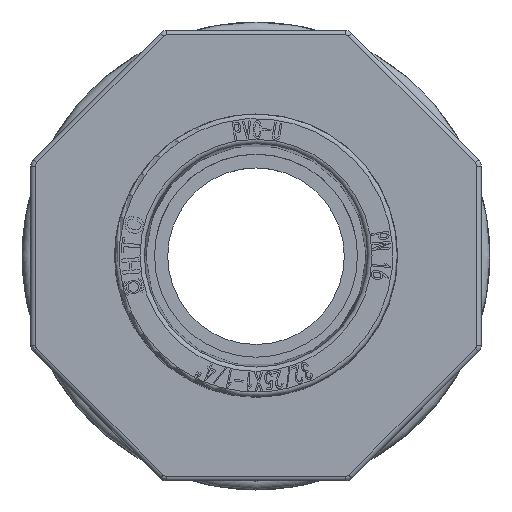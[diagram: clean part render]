
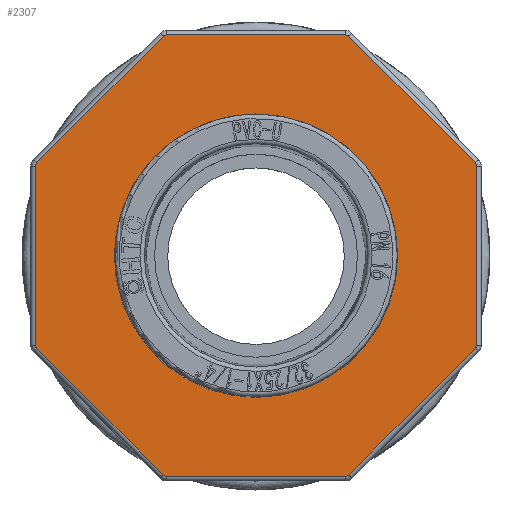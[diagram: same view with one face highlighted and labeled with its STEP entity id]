
A CAD part, top view. The second image highlights one B-rep face of the part: STEP entity #2307.
In plain terms, the highlighted planar face has unit normal (0, 0, 1).
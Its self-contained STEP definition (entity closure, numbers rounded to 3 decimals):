
#2307=ADVANCED_FACE('',(#5978,#5979),#4154,.T.);
#4154=PLANE('',#36646);
#5666=CIRCLE('',#36634,16.05);
#5668=CIRCLE('',#36638,0.5);
#5669=CIRCLE('',#36639,0.5);
#5670=CIRCLE('',#36640,0.5);
#5671=CIRCLE('',#36641,0.5);
#5672=CIRCLE('',#36642,0.5);
#5673=CIRCLE('',#36643,0.5);
#5674=CIRCLE('',#36644,0.5);
#5675=CIRCLE('',#36645,0.5);
#5978=FACE_BOUND('',#6198,.T.);
#5979=FACE_BOUND('',#6199,.T.);
#6198=EDGE_LOOP('',(#9439,#9440,#9441,#9442,#9443,#9444,#9445,#9446,#9447,
#9448,#9449,#9450,#9451,#9452,#9453,#9454));
#6199=EDGE_LOOP('',(#9455));
#9439=ORIENTED_EDGE('',*,*,#23116,.T.);
#9440=ORIENTED_EDGE('',*,*,#23117,.T.);
#9441=ORIENTED_EDGE('',*,*,#23118,.T.);
#9442=ORIENTED_EDGE('',*,*,#23119,.T.);
#9443=ORIENTED_EDGE('',*,*,#23120,.T.);
#9444=ORIENTED_EDGE('',*,*,#23121,.T.);
#9445=ORIENTED_EDGE('',*,*,#23122,.T.);
#9446=ORIENTED_EDGE('',*,*,#23123,.T.);
#9447=ORIENTED_EDGE('',*,*,#23124,.T.);
#9448=ORIENTED_EDGE('',*,*,#23125,.T.);
#9449=ORIENTED_EDGE('',*,*,#23126,.T.);
#9450=ORIENTED_EDGE('',*,*,#23127,.T.);
#9451=ORIENTED_EDGE('',*,*,#23128,.T.);
#9452=ORIENTED_EDGE('',*,*,#23129,.T.);
#9453=ORIENTED_EDGE('',*,*,#23130,.T.);
#9454=ORIENTED_EDGE('',*,*,#23131,.T.);
#9455=ORIENTED_EDGE('',*,*,#23114,.T.);
#19671=VERTEX_POINT('',#50274);
#19672=VERTEX_POINT('',#50279);
#19673=VERTEX_POINT('',#50280);
#19674=VERTEX_POINT('',#50282);
#19675=VERTEX_POINT('',#50284);
#19676=VERTEX_POINT('',#50286);
#19677=VERTEX_POINT('',#50288);
#19678=VERTEX_POINT('',#50290);
#19679=VERTEX_POINT('',#50292);
#19680=VERTEX_POINT('',#50294);
#19681=VERTEX_POINT('',#50296);
#19682=VERTEX_POINT('',#50298);
#19683=VERTEX_POINT('',#50300);
#19684=VERTEX_POINT('',#50302);
#19685=VERTEX_POINT('',#50304);
#19686=VERTEX_POINT('',#50306);
#19687=VERTEX_POINT('',#50308);
#23114=EDGE_CURVE('',#19671,#19671,#5666,.T.);
#23116=EDGE_CURVE('',#19672,#19673,#5668,.T.);
#23117=EDGE_CURVE('',#19673,#19674,#28141,.T.);
#23118=EDGE_CURVE('',#19674,#19675,#5669,.T.);
#23119=EDGE_CURVE('',#19675,#19676,#28142,.T.);
#23120=EDGE_CURVE('',#19676,#19677,#5670,.T.);
#23121=EDGE_CURVE('',#19677,#19678,#28143,.T.);
#23122=EDGE_CURVE('',#19678,#19679,#5671,.T.);
#23123=EDGE_CURVE('',#19679,#19680,#28144,.T.);
#23124=EDGE_CURVE('',#19680,#19681,#5672,.T.);
#23125=EDGE_CURVE('',#19681,#19682,#28145,.T.);
#23126=EDGE_CURVE('',#19682,#19683,#5673,.T.);
#23127=EDGE_CURVE('',#19683,#19684,#28146,.T.);
#23128=EDGE_CURVE('',#19684,#19685,#5674,.T.);
#23129=EDGE_CURVE('',#19685,#19686,#28147,.T.);
#23130=EDGE_CURVE('',#19686,#19687,#5675,.T.);
#23131=EDGE_CURVE('',#19687,#19672,#28148,.T.);
#28141=LINE('',#50281,#32454);
#28142=LINE('',#50285,#32455);
#28143=LINE('',#50289,#32456);
#28144=LINE('',#50293,#32457);
#28145=LINE('',#50297,#32458);
#28146=LINE('',#50301,#32459);
#28147=LINE('',#50305,#32460);
#28148=LINE('',#50309,#32461);
#32454=VECTOR('',#39065,1.);
#32455=VECTOR('',#39068,1.);
#32456=VECTOR('',#39071,1.);
#32457=VECTOR('',#39074,1.);
#32458=VECTOR('',#39077,1.);
#32459=VECTOR('',#39080,1.);
#32460=VECTOR('',#39083,1.);
#32461=VECTOR('',#39086,1.);
#36634=AXIS2_PLACEMENT_3D('',#50273,#39055,#39056);
#36638=AXIS2_PLACEMENT_3D('',#50278,#39063,#39064);
#36639=AXIS2_PLACEMENT_3D('',#50283,#39066,#39067);
#36640=AXIS2_PLACEMENT_3D('',#50287,#39069,#39070);
#36641=AXIS2_PLACEMENT_3D('',#50291,#39072,#39073);
#36642=AXIS2_PLACEMENT_3D('',#50295,#39075,#39076);
#36643=AXIS2_PLACEMENT_3D('',#50299,#39078,#39079);
#36644=AXIS2_PLACEMENT_3D('',#50303,#39081,#39082);
#36645=AXIS2_PLACEMENT_3D('',#50307,#39084,#39085);
#36646=AXIS2_PLACEMENT_3D('',#50310,#39087,#39088);
#39055=DIRECTION('',(0.,0.,-1.));
#39056=DIRECTION('',(1.,0.,0.));
#39063=DIRECTION('',(0.,0.,1.));
#39064=DIRECTION('',(1.,0.,0.));
#39065=DIRECTION('',(0.,1.,0.));
#39066=DIRECTION('',(0.,0.,1.));
#39067=DIRECTION('',(1.,0.,0.));
#39068=DIRECTION('',(-0.707,0.707,0.));
#39069=DIRECTION('',(0.,0.,1.));
#39070=DIRECTION('',(1.,0.,0.));
#39071=DIRECTION('',(-1.,0.,0.));
#39072=DIRECTION('',(0.,0.,1.));
#39073=DIRECTION('',(1.,0.,0.));
#39074=DIRECTION('',(-0.707,-0.707,0.));
#39075=DIRECTION('',(0.,0.,1.));
#39076=DIRECTION('',(1.,0.,0.));
#39077=DIRECTION('',(0.,-1.,0.));
#39078=DIRECTION('',(0.,0.,1.));
#39079=DIRECTION('',(1.,0.,0.));
#39080=DIRECTION('',(0.707,-0.707,0.));
#39081=DIRECTION('',(0.,0.,1.));
#39082=DIRECTION('',(1.,0.,0.));
#39083=DIRECTION('',(1.,0.,0.));
#39084=DIRECTION('',(0.,0.,1.));
#39085=DIRECTION('',(1.,0.,0.));
#39086=DIRECTION('',(0.707,0.707,0.));
#39087=DIRECTION('',(0.,0.,1.));
#39088=DIRECTION('',(-1.,0.,0.));
#50273=CARTESIAN_POINT('',(267.,149.5,23.004));
#50274=CARTESIAN_POINT('',(283.05,149.5,23.004));
#50278=CARTESIAN_POINT('',(291.5,139.352,23.004));
#50279=CARTESIAN_POINT('',(291.854,138.998,23.004));
#50280=CARTESIAN_POINT('',(292.,139.352,23.004));
#50281=CARTESIAN_POINT('',(292.,159.648,23.004));
#50282=CARTESIAN_POINT('',(292.,159.648,23.004));
#50283=CARTESIAN_POINT('',(291.5,159.648,23.004));
#50284=CARTESIAN_POINT('',(291.854,160.002,23.004));
#50285=CARTESIAN_POINT('',(277.502,174.354,23.004));
#50286=CARTESIAN_POINT('',(277.502,174.354,23.004));
#50287=CARTESIAN_POINT('',(277.148,174.,23.004));
#50288=CARTESIAN_POINT('',(277.148,174.5,23.004));
#50289=CARTESIAN_POINT('',(256.852,174.5,23.004));
#50290=CARTESIAN_POINT('',(256.852,174.5,23.004));
#50291=CARTESIAN_POINT('',(256.852,174.,23.004));
#50292=CARTESIAN_POINT('',(256.498,174.354,23.004));
#50293=CARTESIAN_POINT('',(242.146,160.002,23.004));
#50294=CARTESIAN_POINT('',(242.146,160.002,23.004));
#50295=CARTESIAN_POINT('',(242.5,159.648,23.004));
#50296=CARTESIAN_POINT('',(242.,159.648,23.004));
#50297=CARTESIAN_POINT('',(242.,139.352,23.004));
#50298=CARTESIAN_POINT('',(242.,139.352,23.004));
#50299=CARTESIAN_POINT('',(242.5,139.352,23.004));
#50300=CARTESIAN_POINT('',(242.146,138.998,23.004));
#50301=CARTESIAN_POINT('',(256.498,124.646,23.004));
#50302=CARTESIAN_POINT('',(256.498,124.646,23.004));
#50303=CARTESIAN_POINT('',(256.852,125.,23.004));
#50304=CARTESIAN_POINT('',(256.852,124.5,23.004));
#50305=CARTESIAN_POINT('',(277.148,124.5,23.004));
#50306=CARTESIAN_POINT('',(277.148,124.5,23.004));
#50307=CARTESIAN_POINT('',(277.148,125.,23.004));
#50308=CARTESIAN_POINT('',(277.502,124.646,23.004));
#50309=CARTESIAN_POINT('',(291.854,138.998,23.004));
#50310=CARTESIAN_POINT('',(154.,0.,23.004));
